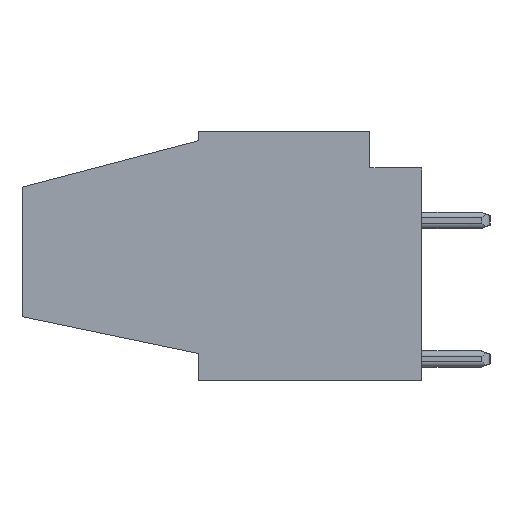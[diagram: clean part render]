
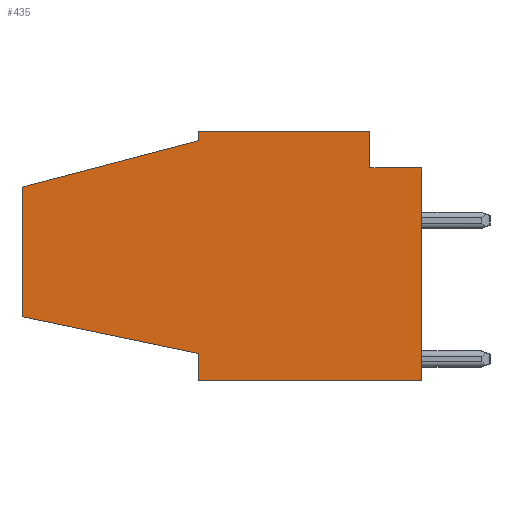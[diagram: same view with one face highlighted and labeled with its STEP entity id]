
A CAD part, left-side view. The second image highlights one B-rep face of the part: STEP entity #435.
In plain terms, the highlighted planar face has unit normal (-1, 0, 0).
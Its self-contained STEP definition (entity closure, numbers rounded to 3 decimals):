
#435 = ADVANCED_FACE( '', ( #993 ), #994, .F. );
#993 = FACE_OUTER_BOUND( '', #1707, .T. );
#994 = PLANE( '', #1708 );
#1707 = EDGE_LOOP( '', ( #2654, #2655, #2656, #2657, #2658, #2659, #2660, #2661, #2662, #2663 ) );
#1708 = AXIS2_PLACEMENT_3D( '', #2664, #2665, #2666 );
#2654 = ORIENTED_EDGE( '', *, *, #4787, .F. );
#2655 = ORIENTED_EDGE( '', *, *, #4637, .F. );
#2656 = ORIENTED_EDGE( '', *, *, #4788, .T. );
#2657 = ORIENTED_EDGE( '', *, *, #4789, .T. );
#2658 = ORIENTED_EDGE( '', *, *, #4790, .T. );
#2659 = ORIENTED_EDGE( '', *, *, #4791, .T. );
#2660 = ORIENTED_EDGE( '', *, *, #4792, .F. );
#2661 = ORIENTED_EDGE( '', *, *, #4732, .T. );
#2662 = ORIENTED_EDGE( '', *, *, #4793, .F. );
#2663 = ORIENTED_EDGE( '', *, *, #4794, .F. );
#2664 = CARTESIAN_POINT( '', ( 0., 51.003, -17.43 ) );
#2665 = DIRECTION( '', ( 1., 0., 0. ) );
#2666 = DIRECTION( '', ( 0., -1., 0. ) );
#4637 = EDGE_CURVE( '', #5603, #5605, #5606, .T. );
#4732 = EDGE_CURVE( '', #5771, #5769, #5772, .T. );
#4787 = EDGE_CURVE( '', #5605, #5868, #5869, .T. );
#4788 = EDGE_CURVE( '', #5603, #5870, #5871, .T. );
#4789 = EDGE_CURVE( '', #5870, #5872, #5873, .T. );
#4790 = EDGE_CURVE( '', #5872, #5874, #5875, .T. );
#4791 = EDGE_CURVE( '', #5874, #5876, #5877, .T. );
#4792 = EDGE_CURVE( '', #5771, #5876, #5878, .T. );
#4793 = EDGE_CURVE( '', #5879, #5769, #5880, .T. );
#4794 = EDGE_CURVE( '', #5868, #5879, #5881, .T. );
#5603 = VERTEX_POINT( '', #7031 );
#5605 = VERTEX_POINT( '', #7034 );
#5606 = LINE( '', #7035, #7036 );
#5769 = VERTEX_POINT( '', #7310 );
#5771 = VERTEX_POINT( '', #7313 );
#5772 = LINE( '', #7314, #7315 );
#5868 = VERTEX_POINT( '', #7452 );
#5869 = LINE( '', #7453, #7454 );
#5870 = VERTEX_POINT( '', #7455 );
#5871 = LINE( '', #7456, #7457 );
#5872 = VERTEX_POINT( '', #7458 );
#5873 = LINE( '', #7459, #7460 );
#5874 = VERTEX_POINT( '', #7461 );
#5875 = LINE( '', #7462, #7463 );
#5876 = VERTEX_POINT( '', #7464 );
#5877 = LINE( '', #7465, #7466 );
#5878 = LINE( '', #7467, #7468 );
#5879 = VERTEX_POINT( '', #7469 );
#5880 = LINE( '', #7470, #7471 );
#5881 = LINE( '', #7472, #7473 );
#7031 = CARTESIAN_POINT( '', ( 0., 16.4, 2.7 ) );
#7034 = CARTESIAN_POINT( '', ( 0., 3.8, 2.7 ) );
#7035 = CARTESIAN_POINT( '', ( 0., 7.836, 2.7 ) );
#7036 = VECTOR( '', #9055, 1000. );
#7310 = CARTESIAN_POINT( '', ( 0., 0., -15.6 ) );
#7313 = CARTESIAN_POINT( '', ( 0., 16.4, -15.6 ) );
#7314 = CARTESIAN_POINT( '', ( 0., 7.836, -15.6 ) );
#7315 = VECTOR( '', #9147, 1000. );
#7452 = CARTESIAN_POINT( '', ( 0., 3.8, 0. ) );
#7453 = CARTESIAN_POINT( '', ( 0., 3.8, -9.056 ) );
#7454 = VECTOR( '', #9198, 1000. );
#7455 = CARTESIAN_POINT( '', ( 0., 16.4, 2. ) );
#7456 = CARTESIAN_POINT( '', ( 0., 16.4, -9.056 ) );
#7457 = VECTOR( '', #9199, 1000. );
#7458 = CARTESIAN_POINT( '', ( 0., 29.3, -1.4 ) );
#7459 = CARTESIAN_POINT( '', ( 0., 7.836, 4.257 ) );
#7460 = VECTOR( '', #9200, 1000. );
#7461 = CARTESIAN_POINT( '', ( 0., 29.3, -10.9 ) );
#7462 = CARTESIAN_POINT( '', ( 0., 29.3, -9.056 ) );
#7463 = VECTOR( '', #9201, 1000. );
#7464 = CARTESIAN_POINT( '', ( 0., 16.4, -13.6 ) );
#7465 = CARTESIAN_POINT( '', ( 0., 7.836, -15.393 ) );
#7466 = VECTOR( '', #9202, 1000. );
#7467 = CARTESIAN_POINT( '', ( 0., 16.4, -9.056 ) );
#7468 = VECTOR( '', #9203, 1000. );
#7469 = CARTESIAN_POINT( '', ( 0., 0., 0. ) );
#7470 = CARTESIAN_POINT( '', ( 0., 0., -9.056 ) );
#7471 = VECTOR( '', #9204, 1000. );
#7472 = CARTESIAN_POINT( '', ( 0., 7.836, 0. ) );
#7473 = VECTOR( '', #9205, 1000. );
#9055 = DIRECTION( '', ( 0., -1., 0. ) );
#9147 = DIRECTION( '', ( 0., -1., 0. ) );
#9198 = DIRECTION( '', ( 0., 0., -1. ) );
#9199 = DIRECTION( '', ( 0., 0., -1. ) );
#9200 = DIRECTION( '', ( 0., 0.967, -0.255 ) );
#9201 = DIRECTION( '', ( 0., 0., -1. ) );
#9202 = DIRECTION( '', ( 0., -0.979, -0.205 ) );
#9203 = DIRECTION( '', ( 0., 0., 1. ) );
#9204 = DIRECTION( '', ( 0., 0., -1. ) );
#9205 = DIRECTION( '', ( 0., -1., 0. ) );
